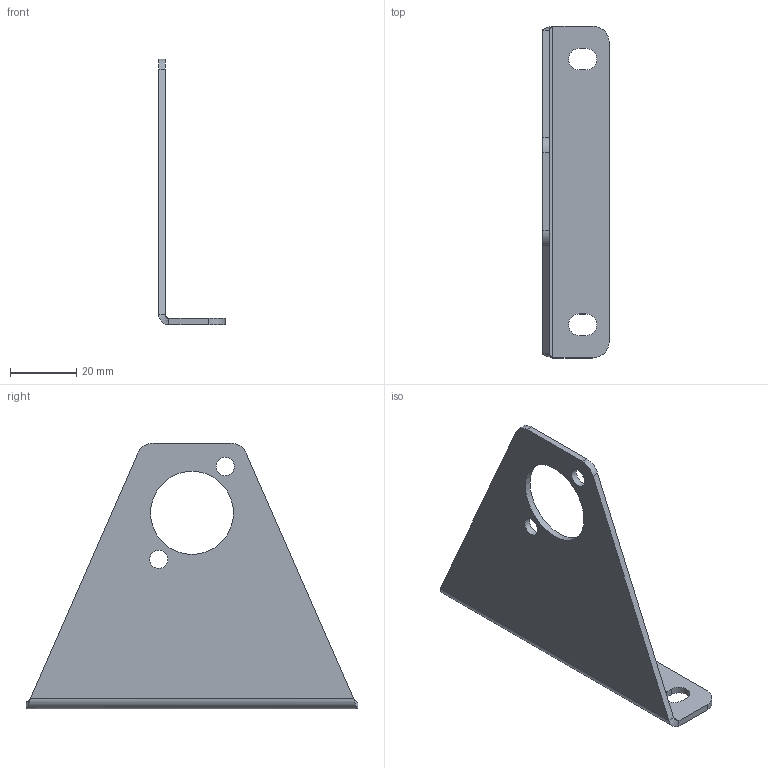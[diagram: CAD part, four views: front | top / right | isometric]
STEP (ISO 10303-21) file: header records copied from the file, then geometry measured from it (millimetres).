
FILE_DESCRIPTION (( 'STEP AP214' ), '1' );
FILE_NAME ('ACA04007.STEP', '2019-01-07T09:43:05', ( 'Admin' ), ( 'Hewlett-Packard Company' ), 'SwSTEP 2.0', 'SolidWorks 2018', '' );
FILE_SCHEMA (( 'AUTOMOTIVE_DESIGN' ));
Length unit declared in the file: millimetre
Products named in the file (1): ACA04007
Bounding box: 20 x 100 x 80 mm (x, y, z)
Volume: 12537.5 mm3; surface area: 13527.7 mm2
Topology: 1 solids, 1 shells, 29 faces, 73 edges, 46 vertices
Faces by surface type: plane 14, cylinder 13, bspline 2
Full cylindrical faces by diameter (mm): 5.5 x2, 25 x1
Entity records: 1012 total; most frequent: CARTESIAN_POINT 268, DIRECTION 144, ORIENTED_EDGE 140, EDGE_CURVE 70, AXIS2_PLACEMENT_3D 50, VERTEX_POINT 46, VECTOR 44, LINE 44
